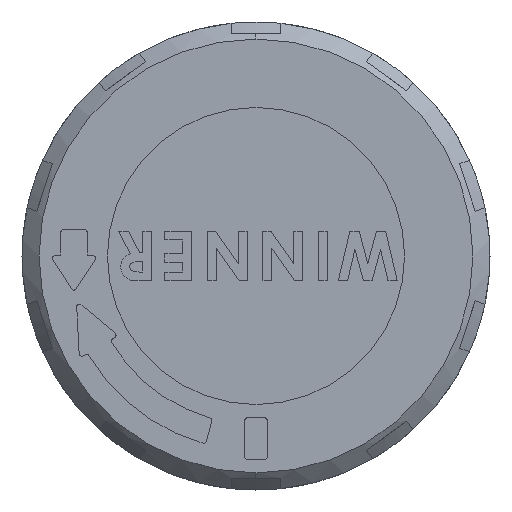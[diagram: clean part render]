
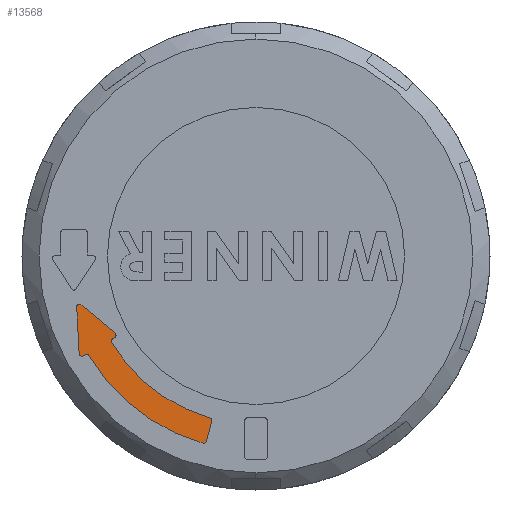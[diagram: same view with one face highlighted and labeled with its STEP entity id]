
A CAD part, left-side view. The second image highlights one B-rep face of the part: STEP entity #13568.
In plain terms, the highlighted planar face has unit normal (-1, 0, 0).
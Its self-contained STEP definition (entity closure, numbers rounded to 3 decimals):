
#27 = ORIENTED_EDGE ( 'NONE', *, *, #13502, .T. ) ;
#72 = CARTESIAN_POINT ( 'NONE',  ( -47.16, 13.312, -3.701 ) ) ;
#102 = EDGE_CURVE ( 'NONE', #14214, #12238, #256, .T. ) ;
#132 = CARTESIAN_POINT ( 'NONE',  ( -47.16, 10.846, -6.031 ) ) ;
#170 = VERTEX_POINT ( 'NONE', #8900 ) ;
#242 = DIRECTION ( 'NONE',  ( 0., -0.866, 0.5 ) ) ;
#256 = LINE ( 'NONE', #4119, #1792 ) ;
#635 = DIRECTION ( 'NONE',  ( -1., 0., 0. ) ) ;
#645 = EDGE_CURVE ( 'NONE', #7757, #5246, #8561, .T. ) ;
#681 = VERTEX_POINT ( 'NONE', #4154 ) ;
#731 = VECTOR ( 'NONE', #14281, 1000. ) ;
#894 = CARTESIAN_POINT ( 'NONE',  ( -47.16, 13.453, -7.432 ) ) ;
#1131 = DIRECTION ( 'NONE',  ( 0., 0., 1. ) ) ;
#1701 = VERTEX_POINT ( 'NONE', #15409 ) ;
#1702 = CARTESIAN_POINT ( 'NONE',  ( -47.16, 13.453, -7.432 ) ) ;
#1769 = CIRCLE ( 'NONE', #9222, 0.2 ) ;
#1792 = VECTOR ( 'NONE', #242, 1000. ) ;
#2315 = DIRECTION ( 'NONE',  ( 0., 0.766, 0.643 ) ) ;
#2523 = AXIS2_PLACEMENT_3D ( 'NONE', #4056, #11355, #13553 ) ;
#2533 = CARTESIAN_POINT ( 'NONE',  ( -47.16, 13.441, -3.854 ) ) ;
#2551 = CARTESIAN_POINT ( 'NONE',  ( -47.16, 10.911, -6.299 ) ) ;
#2871 = DIRECTION ( 'NONE',  ( 0., -0.052, -0.999 ) ) ;
#3036 = CARTESIAN_POINT ( 'NONE',  ( -47.16, 0., 0. ) ) ;
#3688 = VERTEX_POINT ( 'NONE', #4506 ) ;
#3729 = CIRCLE ( 'NONE', #5699, 12.8 ) ;
#4038 = VERTEX_POINT ( 'NONE', #11297 ) ;
#4056 = CARTESIAN_POINT ( 'NONE',  ( -47.16, 13.254, -7.421 ) ) ;
#4105 = VERTEX_POINT ( 'NONE', #894 ) ;
#4119 = CARTESIAN_POINT ( 'NONE',  ( -47.16, 10.911, -6.299 ) ) ;
#4154 = CARTESIAN_POINT ( 'NONE',  ( -47.16, 4.026, -14.242 ) ) ;
#4448 = EDGE_CURVE ( 'NONE', #3688, #14214, #6101, .T. ) ;
#4467 = VERTEX_POINT ( 'NONE', #12494 ) ;
#4506 = CARTESIAN_POINT ( 'NONE',  ( -47.16, 10.982, -6.575 ) ) ;
#4644 = EDGE_LOOP ( 'NONE', ( #13281, #27, #12811, #4657, #10335, #4726, #14165, #15541, #15508, #11822, #7279, #13709, #9777, #5536, #4959, #8029 ) ) ;
#4645 = CARTESIAN_POINT ( 'NONE',  ( -47.16, 0., 0. ) ) ;
#4649 = CIRCLE ( 'NONE', #14936, 0.2 ) ;
#4657 = ORIENTED_EDGE ( 'NONE', *, *, #13081, .T. ) ;
#4665 = AXIS2_PLACEMENT_3D ( 'NONE', #9060, #5528, #13974 ) ;
#4726 = ORIENTED_EDGE ( 'NONE', *, *, #4448, .T. ) ;
#4736 = CARTESIAN_POINT ( 'NONE',  ( -47.16, 3.364, -12.556 ) ) ;
#4959 = ORIENTED_EDGE ( 'NONE', *, *, #10698, .T. ) ;
#5140 = AXIS2_PLACEMENT_3D ( 'NONE', #4645, #12025, #14219 ) ;
#5234 = EDGE_CURVE ( 'NONE', #4038, #681, #14617, .T. ) ;
#5246 = VERTEX_POINT ( 'NONE', #9433 ) ;
#5360 = DIRECTION ( 'NONE',  ( 1., 0., 0. ) ) ;
#5528 = DIRECTION ( 'NONE',  ( -1., 0., 0. ) ) ;
#5536 = ORIENTED_EDGE ( 'NONE', *, *, #7914, .T. ) ;
#5565 = DIRECTION ( 'NONE',  ( -1., 0., 0. ) ) ;
#5680 = VERTEX_POINT ( 'NONE', #5835 ) ;
#5699 = AXIS2_PLACEMENT_3D ( 'NONE', #3036, #5360, #6575 ) ;
#5835 = CARTESIAN_POINT ( 'NONE',  ( -47.16, 3.778, -14.101 ) ) ;
#5911 = PLANE ( 'NONE',  #15336 ) ;
#6101 = CIRCLE ( 'NONE', #11672, 0.2 ) ;
#6339 = DIRECTION ( 'NONE',  ( 1., 0., 0. ) ) ;
#6575 = DIRECTION ( 'NONE',  ( 0., 0., -1. ) ) ;
#6579 = LINE ( 'NONE', #4736, #11840 ) ;
#6727 = VERTEX_POINT ( 'NONE', #7497 ) ;
#6813 = CIRCLE ( 'NONE', #12416, 0.2 ) ;
#6861 = EDGE_CURVE ( 'NONE', #1701, #4105, #7569, .T. ) ;
#7068 = CARTESIAN_POINT ( 'NONE',  ( -47.16, 10.718, -5.878 ) ) ;
#7223 = CIRCLE ( 'NONE', #14386, 0.2 ) ;
#7279 = ORIENTED_EDGE ( 'NONE', *, *, #6861, .T. ) ;
#7312 = DIRECTION ( 'NONE',  ( -1., 0., 0. ) ) ;
#7497 = CARTESIAN_POINT ( 'NONE',  ( -47.16, 3.503, -12.311 ) ) ;
#7569 = LINE ( 'NONE', #1702, #8131 ) ;
#7757 = VERTEX_POINT ( 'NONE', #14939 ) ;
#7805 = AXIS2_PLACEMENT_3D ( 'NONE', #8968, #9522, #1131 ) ;
#7867 = CARTESIAN_POINT ( 'NONE',  ( -47.16, 3.972, -14.249 ) ) ;
#7914 = EDGE_CURVE ( 'NONE', #5246, #13988, #13206, .T. ) ;
#7964 = FACE_OUTER_BOUND ( 'NONE', #4644, .T. ) ;
#8029 = ORIENTED_EDGE ( 'NONE', *, *, #5234, .T. ) ;
#8131 = VECTOR ( 'NONE', #2871, 1000. ) ;
#8561 = CIRCLE ( 'NONE', #2523, 0.2 ) ;
#8756 = CARTESIAN_POINT ( 'NONE',  ( -47.16, 10.811, -6.472 ) ) ;
#8900 = CARTESIAN_POINT ( 'NONE',  ( -47.16, 10.718, -5.878 ) ) ;
#8938 = VECTOR ( 'NONE', #2315, 1000. ) ;
#8968 = CARTESIAN_POINT ( 'NONE',  ( -47.16, 3.972, -14.049 ) ) ;
#9060 = CARTESIAN_POINT ( 'NONE',  ( -47.16, 13.254, -7.421 ) ) ;
#9182 = EDGE_CURVE ( 'NONE', #14894, #1701, #11852, .T. ) ;
#9193 = DIRECTION ( 'NONE',  ( 0., 0., 1. ) ) ;
#9222 = AXIS2_PLACEMENT_3D ( 'NONE', #12770, #5565, #15239 ) ;
#9433 = CARTESIAN_POINT ( 'NONE',  ( -47.16, 13.154, -7.594 ) ) ;
#9522 = DIRECTION ( 'NONE',  ( -1., 0., 0. ) ) ;
#9694 = EDGE_CURVE ( 'NONE', #5680, #4467, #6579, .T. ) ;
#9777 = ORIENTED_EDGE ( 'NONE', *, *, #645, .T. ) ;
#10183 = EDGE_CURVE ( 'NONE', #6727, #3688, #3729, .T. ) ;
#10335 = ORIENTED_EDGE ( 'NONE', *, *, #10183, .T. ) ;
#10436 = CARTESIAN_POINT ( 'NONE',  ( -47.16, 3.972, -14.049 ) ) ;
#10698 = EDGE_CURVE ( 'NONE', #13988, #4038, #4649, .T. ) ;
#10848 = DIRECTION ( 'NONE',  ( -1., 0., 0. ) ) ;
#10934 = CARTESIAN_POINT ( 'NONE',  ( -47.16, 10.746, -6.204 ) ) ;
#10998 = DIRECTION ( 'NONE',  ( 0., 0., 1. ) ) ;
#11188 = LINE ( 'NONE', #7068, #8938 ) ;
#11297 = CARTESIAN_POINT ( 'NONE',  ( -47.16, 12.717, -7.57 ) ) ;
#11322 = DIRECTION ( 'NONE',  ( 0., 0., -1. ) ) ;
#11355 = DIRECTION ( 'NONE',  ( -1., 0., 0. ) ) ;
#11672 = AXIS2_PLACEMENT_3D ( 'NONE', #8756, #6339, #11322 ) ;
#11806 = CARTESIAN_POINT ( 'NONE',  ( -47.16, 3.972, -14.049 ) ) ;
#11822 = ORIENTED_EDGE ( 'NONE', *, *, #9182, .T. ) ;
#11840 = VECTOR ( 'NONE', #12005, 1000. ) ;
#11852 = CIRCLE ( 'NONE', #15623, 0.2 ) ;
#12005 = DIRECTION ( 'NONE',  ( 0., -0.259, 0.966 ) ) ;
#12025 = DIRECTION ( 'NONE',  ( -1., 0., 0. ) ) ;
#12118 = CARTESIAN_POINT ( 'NONE',  ( -47.16, 12.889, -7.673 ) ) ;
#12238 = VERTEX_POINT ( 'NONE', #10934 ) ;
#12320 = CIRCLE ( 'NONE', #7805, 0.2 ) ;
#12361 = EDGE_CURVE ( 'NONE', #4105, #7757, #12909, .T. ) ;
#12416 = AXIS2_PLACEMENT_3D ( 'NONE', #132, #7312, #10998 ) ;
#12494 = CARTESIAN_POINT ( 'NONE',  ( -47.16, 3.364, -12.556 ) ) ;
#12589 = DIRECTION ( 'NONE',  ( 0., 0., 1. ) ) ;
#12770 = CARTESIAN_POINT ( 'NONE',  ( -47.16, 3.557, -12.504 ) ) ;
#12811 = ORIENTED_EDGE ( 'NONE', *, *, #9694, .T. ) ;
#12909 = CIRCLE ( 'NONE', #4665, 0.2 ) ;
#13081 = EDGE_CURVE ( 'NONE', #4467, #6727, #1769, .T. ) ;
#13124 = EDGE_CURVE ( 'NONE', #681, #15567, #7223, .T. ) ;
#13206 = LINE ( 'NONE', #13927, #731 ) ;
#13212 = EDGE_CURVE ( 'NONE', #170, #14894, #11188, .T. ) ;
#13281 = ORIENTED_EDGE ( 'NONE', *, *, #13124, .T. ) ;
#13357 = DIRECTION ( 'NONE',  ( 0., 0., 1. ) ) ;
#13502 = EDGE_CURVE ( 'NONE', #15567, #5680, #12320, .T. ) ;
#13553 = DIRECTION ( 'NONE',  ( 0., 0., -1. ) ) ;
#13568 = ADVANCED_FACE ( 'NONE', ( #7964 ), #5911, .T. ) ;
#13709 = ORIENTED_EDGE ( 'NONE', *, *, #12361, .T. ) ;
#13927 = CARTESIAN_POINT ( 'NONE',  ( -47.16, 12.989, -7.499 ) ) ;
#13974 = DIRECTION ( 'NONE',  ( 0., 0., -1. ) ) ;
#13988 = VERTEX_POINT ( 'NONE', #15428 ) ;
#14165 = ORIENTED_EDGE ( 'NONE', *, *, #102, .T. ) ;
#14206 = DIRECTION ( 'NONE',  ( 0., 0., 1. ) ) ;
#14214 = VERTEX_POINT ( 'NONE', #2551 ) ;
#14219 = DIRECTION ( 'NONE',  ( 0., 0., -1. ) ) ;
#14281 = DIRECTION ( 'NONE',  ( 0., -0.866, 0.5 ) ) ;
#14386 = AXIS2_PLACEMENT_3D ( 'NONE', #10436, #635, #9193 ) ;
#14617 = CIRCLE ( 'NONE', #5140, 14.8 ) ;
#14869 = EDGE_CURVE ( 'NONE', #12238, #170, #6813, .T. ) ;
#14892 = DIRECTION ( 'NONE',  ( 1., 0., 0. ) ) ;
#14894 = VERTEX_POINT ( 'NONE', #72 ) ;
#14936 = AXIS2_PLACEMENT_3D ( 'NONE', #12118, #14892, #12589 ) ;
#14939 = CARTESIAN_POINT ( 'NONE',  ( -47.16, 13.254, -7.621 ) ) ;
#15239 = DIRECTION ( 'NONE',  ( 0., 0., -1. ) ) ;
#15336 = AXIS2_PLACEMENT_3D ( 'NONE', #11806, #15646, #14206 ) ;
#15409 = CARTESIAN_POINT ( 'NONE',  ( -47.16, 13.64, -3.864 ) ) ;
#15428 = CARTESIAN_POINT ( 'NONE',  ( -47.16, 12.989, -7.499 ) ) ;
#15508 = ORIENTED_EDGE ( 'NONE', *, *, #13212, .T. ) ;
#15541 = ORIENTED_EDGE ( 'NONE', *, *, #14869, .T. ) ;
#15567 = VERTEX_POINT ( 'NONE', #7867 ) ;
#15623 = AXIS2_PLACEMENT_3D ( 'NONE', #2533, #10848, #13357 ) ;
#15646 = DIRECTION ( 'NONE',  ( -1., 0., 0. ) ) ;
